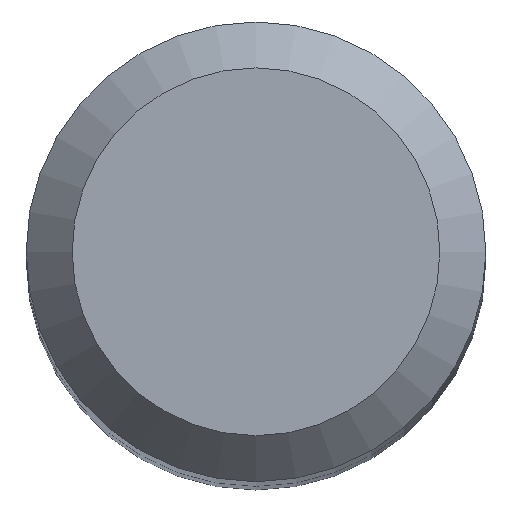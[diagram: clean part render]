
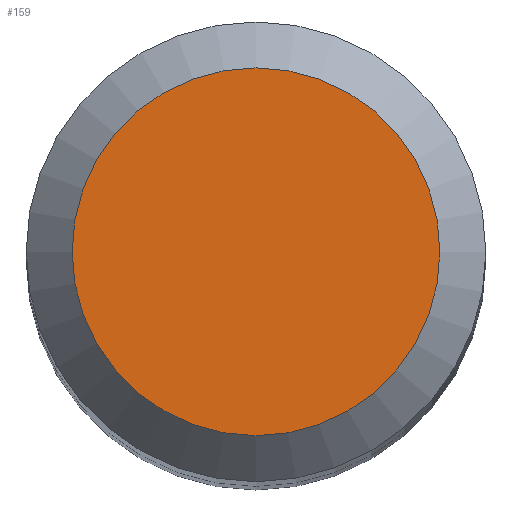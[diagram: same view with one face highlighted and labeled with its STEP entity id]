
A CAD part, top view. The second image highlights one B-rep face of the part: STEP entity #159.
In plain terms, the highlighted planar face has unit normal (0, 0, 1).
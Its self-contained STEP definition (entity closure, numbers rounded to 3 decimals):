
#6 = AXIS2_PLACEMENT_3D ( 'NONE', #175, #127, #31 ) ;
#25 = PLANE ( 'NONE',  #40 ) ;
#31 = DIRECTION ( 'NONE',  ( 0., 1., 0. ) ) ;
#40 = AXIS2_PLACEMENT_3D ( 'NONE', #78, #140, #190 ) ;
#44 = FACE_OUTER_BOUND ( 'NONE', #122, .T. ) ;
#59 = CIRCLE ( 'NONE', #6, 2.8 ) ;
#76 = EDGE_CURVE ( 'NONE', #110, #110, #59, .T. ) ;
#78 = CARTESIAN_POINT ( 'NONE',  ( 0., 0., 74. ) ) ;
#110 = VERTEX_POINT ( 'NONE', #124 ) ;
#122 = EDGE_LOOP ( 'NONE', ( #168 ) ) ;
#124 = CARTESIAN_POINT ( 'NONE',  ( 0., 2.8, 74. ) ) ;
#127 = DIRECTION ( 'NONE',  ( 0., 0., -1. ) ) ;
#140 = DIRECTION ( 'NONE',  ( 0., 0., -1. ) ) ;
#159 = ADVANCED_FACE ( 'NONE', ( #44 ), #25, .F. ) ;
#168 = ORIENTED_EDGE ( 'NONE', *, *, #76, .F. ) ;
#175 = CARTESIAN_POINT ( 'NONE',  ( 0., 0., 74. ) ) ;
#190 = DIRECTION ( 'NONE',  ( 0., 1., 0. ) ) ;
